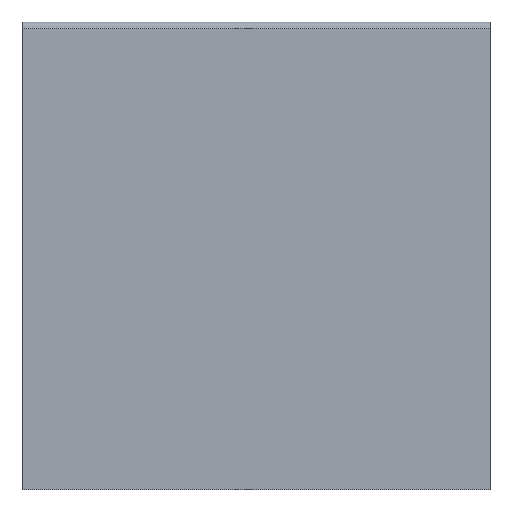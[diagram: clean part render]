
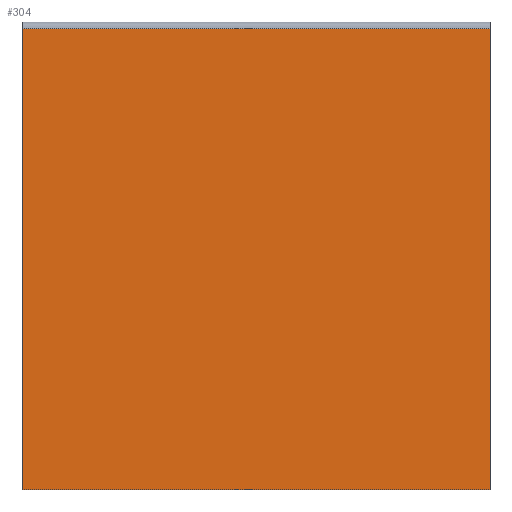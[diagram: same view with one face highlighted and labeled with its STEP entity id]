
A CAD part, top view. The second image highlights one B-rep face of the part: STEP entity #304.
In plain terms, the highlighted planar face has unit normal (0, 0, 1).
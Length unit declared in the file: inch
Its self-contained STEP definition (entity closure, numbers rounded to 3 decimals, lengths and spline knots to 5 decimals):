
#34=FACE_OUTER_BOUND('',#52,.T.);
#52=EDGE_LOOP('',(#241,#242,#243,#244));
#73=LINE('',#463,#109);
#78=LINE('',#476,#114);
#85=LINE('',#494,#121);
#87=LINE('',#497,#123);
#109=VECTOR('',#377,0.3937);
#114=VECTOR('',#388,0.3937);
#121=VECTOR('',#407,0.3937);
#123=VECTOR('',#411,0.3937);
#141=VERTEX_POINT('',#461);
#142=VERTEX_POINT('',#462);
#147=VERTEX_POINT('',#474);
#152=VERTEX_POINT('',#493);
#169=EDGE_CURVE('',#141,#142,#73,.T.);
#176=EDGE_CURVE('',#147,#142,#78,.T.);
#185=EDGE_CURVE('',#141,#152,#85,.T.);
#187=EDGE_CURVE('',#152,#147,#87,.T.);
#241=ORIENTED_EDGE('',*,*,#169,.T.);
#242=ORIENTED_EDGE('',*,*,#176,.F.);
#243=ORIENTED_EDGE('',*,*,#187,.F.);
#244=ORIENTED_EDGE('',*,*,#185,.F.);
#287=PLANE('',#346);
#304=ADVANCED_FACE('',(#34),#287,.T.);
#346=AXIS2_PLACEMENT_3D('',#498,#412,#413);
#377=DIRECTION('',(-1.,0.,0.));
#388=DIRECTION('',(0.,1.,0.));
#407=DIRECTION('',(0.,-1.,0.));
#411=DIRECTION('',(-1.,0.,0.));
#412=DIRECTION('center_axis',(0.,0.,
1.));
#413=DIRECTION('ref_axis',(0.,-1.,0.));
#461=CARTESIAN_POINT('',(1.9375,-0.02813,2.));
#462=CARTESIAN_POINT('',(-1.9375,-0.02813,2.));
#463=CARTESIAN_POINT('',(0.,-0.02813,2.));
#474=CARTESIAN_POINT('',(-1.9375,-3.84688,2.));
#476=CARTESIAN_POINT('',(-1.9375,0.03549,2.));
#493=CARTESIAN_POINT('',(1.9375,-3.84688,2.));
#494=CARTESIAN_POINT('',(1.9375,-0.02813,2.));
#497=CARTESIAN_POINT('',(1.9375,-3.84688,2.));
#498=CARTESIAN_POINT('Origin',(0.,-1.90569,2.));
